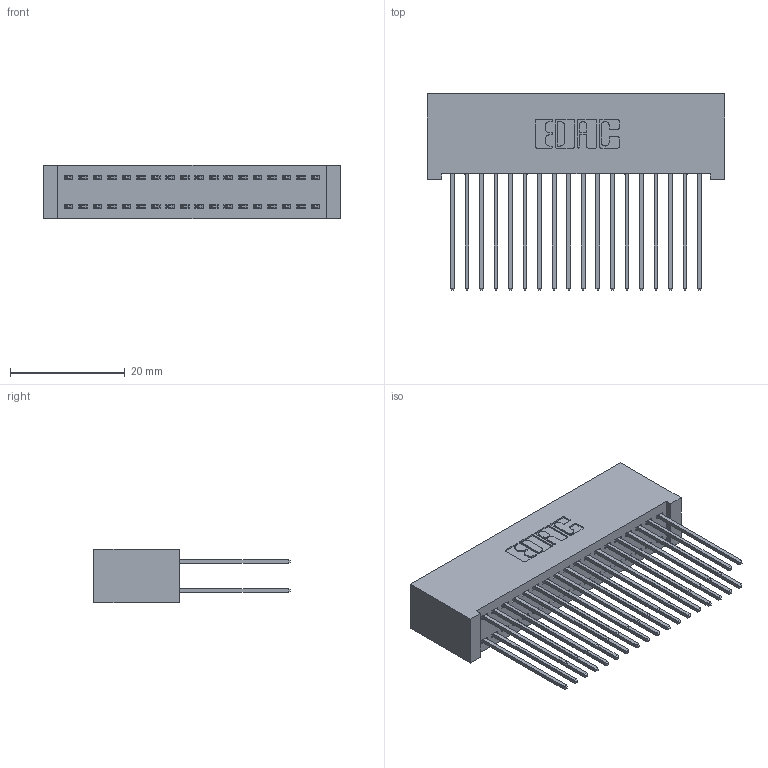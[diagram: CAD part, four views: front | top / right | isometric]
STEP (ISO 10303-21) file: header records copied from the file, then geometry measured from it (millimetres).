
FILE_DESCRIPTION (( 'STEP AP203' ), '1' );
FILE_NAME ('342-036-541-201.STEP', '2019-10-02T13:29:12', ( '' ), ( '' ), 'SwSTEP 2.0', 'SolidWorks 2016', '' );
FILE_SCHEMA (( 'CONFIG_CONTROL_DESIGN' ));
Length unit declared in the file: inch
Products named in the file (3): 345-292-001_345-293-141; 342-036-541-201; 342 Part_Lugless
Assembly tree (37 placements, depth 2):
  342-036-541-201
    342 Part_Lugless
    345-292-001_345-293-141  x36
Bounding box: 51.97 x 34.3 x 9.4 mm (x, y, z)
Volume: 5201.8 mm3; surface area: 9256 mm2
Topology: 37 solids, 37 shells, 1974 faces, 5855 edges, 3854 vertices
Faces by surface type: plane 1358, cylinder 616
Entity records: 14293 total; most frequent: CARTESIAN_POINT 2394, ORIENTED_EDGE 2330, DIRECTION 2081, EDGE_CURVE 1165, VECTOR 1045, LINE 1045, VERTEX_POINT 774, AXIS2_PLACEMENT_3D 518
